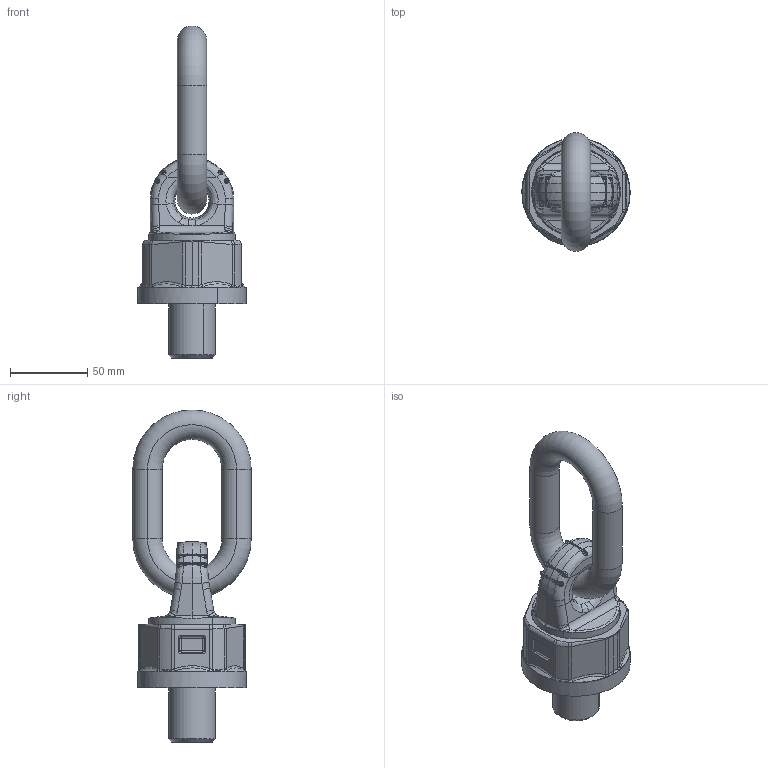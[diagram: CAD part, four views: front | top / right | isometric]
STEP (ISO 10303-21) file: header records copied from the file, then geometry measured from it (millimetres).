
FILE_DESCRIPTION(('CATIA V5 STEP Exchange'),'2;1');
FILE_NAME('8-251-067-01.stp','2017-09-25T07:38:00+00:00',('none'),('none'),'CATIA Version 5 Release 21 GA (IN-10)','CATIA V5 STEP AP203','none');
FILE_SCHEMA(('CONFIG_CONTROL_DESIGN'));
Length unit declared in the file: millimetre
Products named in the file (1): 產品2
Assembly tree (2 placements, depth 2):
  產品2
    #58
    #7698
Bounding box: 70 x 76.56 x 214.56 mm (x, y, z)
Volume: 299282.2 mm3; surface area: 47832.9 mm2
Topology: 3 solids, 3 shells, 494 faces, 1152 edges, 637 vertices
Faces by surface type: bspline 268, cylinder 88, plane 60, sphere 28, torus 26, cone 20, revolution 4
Entity records: 29746 total; most frequent: CARTESIAN_POINT 21422, ORIENTED_EDGE 2248, EDGE_CURVE 1124, B_SPLINE_CURVE_WITH_KNOTS 816, DIRECTION 672, VERTEX_POINT 637, EDGE_LOOP 499, ADVANCED_FACE 494
